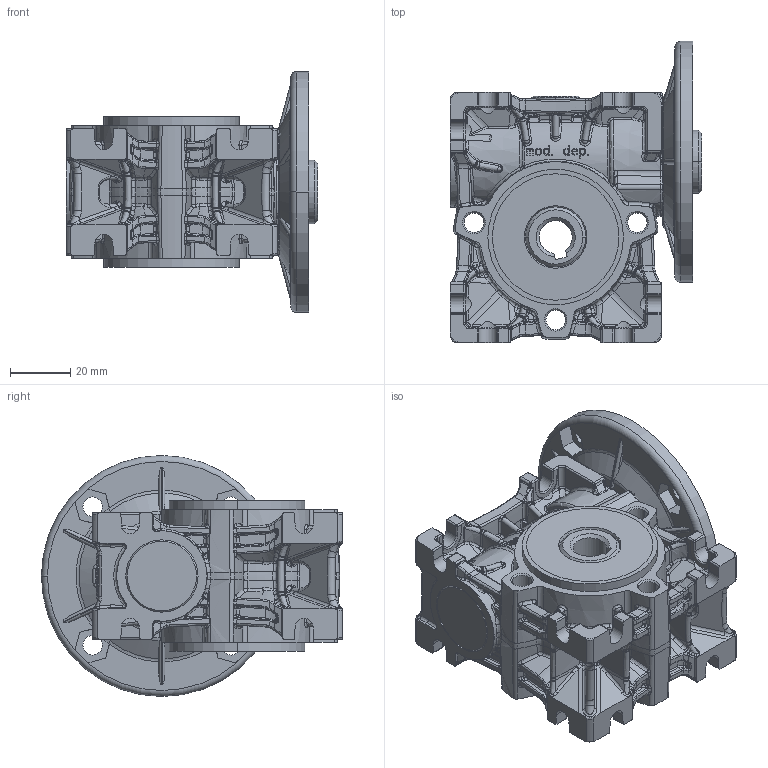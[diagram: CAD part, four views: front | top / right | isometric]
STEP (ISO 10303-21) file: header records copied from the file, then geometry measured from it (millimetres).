
FILE_DESCRIPTION((''),'2;1');
FILE_NAME('BOX_025_PAM56B14_ASM','2014-11-07T',('tecnicocad'),(''),'PRO/ENGINEER BY PARAMETRIC TECHNOLOGY CORPORATION, 2011330','PRO/ENGINEER BY PARAMETRIC TECHNOLOGY CORPORATION, 2011330','');
FILE_SCHEMA(('CONFIG_CONTROL_DESIGN'));
Products named in the file (14): MSBR-12; MSBR-11; MSBR-10; MSBR-9; MSBR-8; MSBR-7; MSBR-6; MSBR-5; MSBR-4; MSBR-3; MSBR-2; MSBR-1; _BOX_025_PAM56B14; BOX_025_PAM56B14_ASM
Assembly tree (13 placements, depth 2):
  BOX_025_PAM56B14_ASM
    MSBR-12
    MSBR-11
    MSBR-10
    MSBR-9
    MSBR-8
    MSBR-7
    MSBR-6
    MSBR-5
    MSBR-4
    MSBR-3
    MSBR-2
    MSBR-1
    _BOX_025_PAM56B14
Bounding box: 83.5 x 100 x 80 mm (x, y, z)
Volume: 167577.6 mm3; surface area: 85116.8 mm2
Topology: 12 solids, 12 shells, 4532 faces, 10960 edges, 6473 vertices
Faces by surface type: bspline 2074, cylinder 1018, plane 836, cone 281, sphere 166, torus 147, extrusion 10
Entity records: 208891 total; most frequent: CARTESIAN_POINT 125289, ORIENTED_EDGE 21912, EDGE_CURVE 10956, DIRECTION 10282, B_SPLINE_CURVE_WITH_KNOTS 7206, VERTEX_POINT 6473, EDGE_LOOP 4607, FACE_OUTER_BOUND 4532
